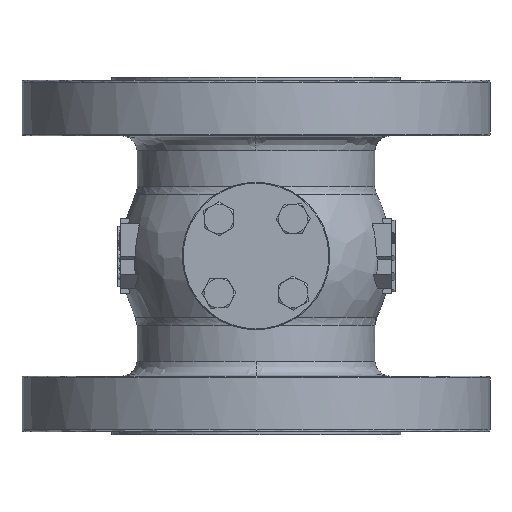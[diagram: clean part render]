
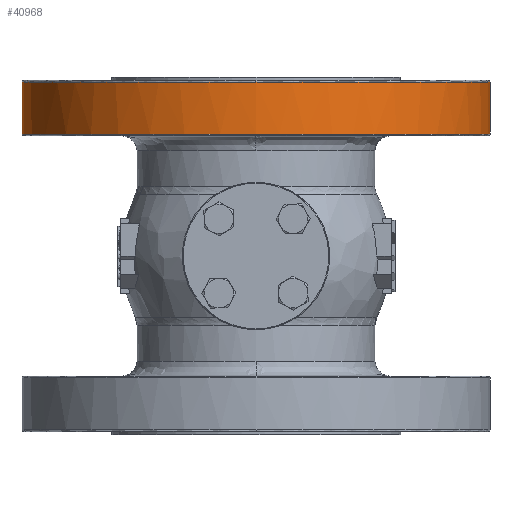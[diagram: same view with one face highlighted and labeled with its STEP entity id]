
A CAD part, front view. The second image highlights one B-rep face of the part: STEP entity #40968.
In plain terms, the highlighted cylindrical face has radius 127 mm (diameter 254 mm), a partial arc.
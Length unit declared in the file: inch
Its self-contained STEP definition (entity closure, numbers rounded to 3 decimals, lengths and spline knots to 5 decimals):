
#827 = EDGE_CURVE ( 'NONE', #21517, #17686, #28551, .T. ) ;
#1275 = CARTESIAN_POINT ( 'NONE',  ( -5., 0., 3.71654 ) ) ;
#2900 = CARTESIAN_POINT ( 'NONE',  ( 0., -5., 2.6063 ) ) ;
#3112 = ORIENTED_EDGE ( 'NONE', *, *, #27207, .F. ) ;
#4786 = CARTESIAN_POINT ( 'NONE',  ( -5., 0., 2.6063 ) ) ;
#6216 = CARTESIAN_POINT ( 'NONE',  ( 5., 0., 2.6063 ) ) ;
#7170 = VERTEX_POINT ( 'NONE', #37175 ) ;
#7313 = CARTESIAN_POINT ( 'NONE',  ( -5., -3.33333, 3.71654 ) ) ;
#7755 = CARTESIAN_POINT ( 'NONE',  ( 5., 0., 2.6063 ) ) ;
#8224 = CARTESIAN_POINT ( 'NONE',  ( -5., 0., 3.71654 ) ) ;
#9982 = CYLINDRICAL_SURFACE ( 'NONE', #33125, 5. ) ;
#10754 = CARTESIAN_POINT ( 'NONE',  ( -2.5, -5., 3.71654 ) ) ;
#13895 = VERTEX_POINT ( 'NONE', #1275 ) ;
#16673 = CARTESIAN_POINT ( 'NONE',  ( 0., -5., 3.71654 ) ) ;
#17584 = DIRECTION ( 'NONE',  ( 1., 0., 0. ) ) ;
#17686 = VERTEX_POINT ( 'NONE', #43307 ) ;
#18857 = CARTESIAN_POINT ( 'NONE',  ( 0., -5., 3.71654 ) ) ;
#19117 = CARTESIAN_POINT ( 'NONE',  ( -5., 0., 3.71654 ) ) ;
#19815 = CARTESIAN_POINT ( 'NONE',  ( -5., 0., 2.6063 ) ) ;
#21415 = ORIENTED_EDGE ( 'NONE', *, *, #39258, .F. ) ;
#21487 = CARTESIAN_POINT ( 'NONE',  ( 0., 0., 2.6063 ) ) ;
#21517 = VERTEX_POINT ( 'NONE', #41045 ) ;
#22449 = ORIENTED_EDGE ( 'NONE', *, *, #827, .F. ) ;
#22810 = CARTESIAN_POINT ( 'NONE',  ( 5., 0., 2.6063 ) ) ;
#22836 = ORIENTED_EDGE ( 'NONE', *, *, #27726, .F. ) ;
#23224 = EDGE_CURVE ( 'NONE', #7170, #33974, #49473, .T. ) ;
#23808 = EDGE_LOOP ( 'NONE', ( #25150, #22836, #3112, #22449, #21415, #31593 ) ) ;
#24449 = CARTESIAN_POINT ( 'NONE',  ( -5., 0., 2.97638 ) ) ;
#25150 = ORIENTED_EDGE ( 'NONE', *, *, #46809, .F. ) ;
#25876 = CARTESIAN_POINT ( 'NONE',  ( 5., 0., 2.97638 ) ) ;
#27207 = EDGE_CURVE ( 'NONE', #17686, #13895, #33200, .T. ) ;
#27726 = EDGE_CURVE ( 'NONE', #13895, #33173, #40951, .T. ) ;
#28551 =( BOUNDED_CURVE ( )  B_SPLINE_CURVE ( 3, ( #48107, #48360, #44426, #19815 ),
 .UNSPECIFIED., .F., .T. ) 
 B_SPLINE_CURVE_WITH_KNOTS ( ( 4, 4 ),
 ( 0., 1. ),
 .UNSPECIFIED. ) 
 CURVE ( )  GEOMETRIC_REPRESENTATION_ITEM ( )  RATIONAL_B_SPLINE_CURVE ( ( 0.957, 0.638, 0.478, 0.478 ) ) 
 REPRESENTATION_ITEM ( '' )  );
#29480 = CARTESIAN_POINT ( 'NONE',  ( 0., -5., 3.71654 ) ) ;
#31593 = ORIENTED_EDGE ( 'NONE', *, *, #23224, .F. ) ;
#32654 = CARTESIAN_POINT ( 'NONE',  ( 2.5, -5., 3.71654 ) ) ;
#33125 = AXIS2_PLACEMENT_3D ( 'NONE', #21487, #38283, #17584 ) ;
#33173 = VERTEX_POINT ( 'NONE', #29480 ) ;
#33200 = B_SPLINE_CURVE_WITH_KNOTS ( 'NONE', 3,
 ( #4786, #24449, #49042, #8224 ),
 .UNSPECIFIED., .F., .F.,
 ( 4, 4 ),
 ( 0., 1. ),
 .UNSPECIFIED. ) ;
#33974 = VERTEX_POINT ( 'NONE', #7755 ) ;
#37175 = CARTESIAN_POINT ( 'NONE',  ( 5., 0., 3.71654 ) ) ;
#37504 = FACE_OUTER_BOUND ( 'NONE', #23808, .T. ) ;
#37561 =( BOUNDED_CURVE ( )  B_SPLINE_CURVE ( 3, ( #16673, #32654, #48123, #44192 ),
 .UNSPECIFIED., .F., .T. ) 
 B_SPLINE_CURVE_WITH_KNOTS ( ( 4, 4 ),
 ( 0., 1. ),
 .UNSPECIFIED. ) 
 CURVE ( )  GEOMETRIC_REPRESENTATION_ITEM ( )  RATIONAL_B_SPLINE_CURVE ( ( 0.957, 0.638, 0.478, 0.478 ) ) 
 REPRESENTATION_ITEM ( '' )  );
#38207 = CARTESIAN_POINT ( 'NONE',  ( 5., 0., 3.71654 ) ) ;
#38283 = DIRECTION ( 'NONE',  ( 0., 0., 1. ) ) ;
#38814 = CARTESIAN_POINT ( 'NONE',  ( 2.5, -5., 2.6063 ) ) ;
#39258 = EDGE_CURVE ( 'NONE', #33974, #21517, #44569, .T. ) ;
#40951 =( BOUNDED_CURVE ( )  B_SPLINE_CURVE ( 3, ( #19117, #7313, #10754, #18857 ),
 .UNSPECIFIED., .F., .T. ) 
 B_SPLINE_CURVE_WITH_KNOTS ( ( 4, 4 ),
 ( 0., 1. ),
 .UNSPECIFIED. ) 
 CURVE ( )  GEOMETRIC_REPRESENTATION_ITEM ( )  RATIONAL_B_SPLINE_CURVE ( ( 0.478, 0.478, 0.638, 0.957 ) ) 
 REPRESENTATION_ITEM ( '' )  );
#40968 = ADVANCED_FACE ( 'NONE', ( #37504 ), #9982, .T. ) ;
#41045 = CARTESIAN_POINT ( 'NONE',  ( 0., -5., 2.6063 ) ) ;
#43307 = CARTESIAN_POINT ( 'NONE',  ( -5., 0., 2.6063 ) ) ;
#44192 = CARTESIAN_POINT ( 'NONE',  ( 5., 0., 3.71654 ) ) ;
#44426 = CARTESIAN_POINT ( 'NONE',  ( -5., -3.33333, 2.6063 ) ) ;
#44569 =( BOUNDED_CURVE ( )  B_SPLINE_CURVE ( 3, ( #22810, #45605, #38814, #2900 ),
 .UNSPECIFIED., .F., .T. ) 
 B_SPLINE_CURVE_WITH_KNOTS ( ( 4, 4 ),
 ( 0., 1. ),
 .UNSPECIFIED. ) 
 CURVE ( )  GEOMETRIC_REPRESENTATION_ITEM ( )  RATIONAL_B_SPLINE_CURVE ( ( 0.478, 0.478, 0.638, 0.957 ) ) 
 REPRESENTATION_ITEM ( '' )  );
#45605 = CARTESIAN_POINT ( 'NONE',  ( 5., -3.33333, 2.6063 ) ) ;
#46303 = CARTESIAN_POINT ( 'NONE',  ( 5., 0., 3.34646 ) ) ;
#46809 = EDGE_CURVE ( 'NONE', #33173, #7170, #37561, .T. ) ;
#48107 = CARTESIAN_POINT ( 'NONE',  ( 0., -5., 2.6063 ) ) ;
#48123 = CARTESIAN_POINT ( 'NONE',  ( 5., -3.33333, 3.71654 ) ) ;
#48360 = CARTESIAN_POINT ( 'NONE',  ( -2.5, -5., 2.6063 ) ) ;
#49042 = CARTESIAN_POINT ( 'NONE',  ( -5., 0., 3.34646 ) ) ;
#49473 = B_SPLINE_CURVE_WITH_KNOTS ( 'NONE', 3,
 ( #38207, #46303, #25876, #6216 ),
 .UNSPECIFIED., .F., .F.,
 ( 4, 4 ),
 ( 0., 1. ),
 .UNSPECIFIED. ) ;
